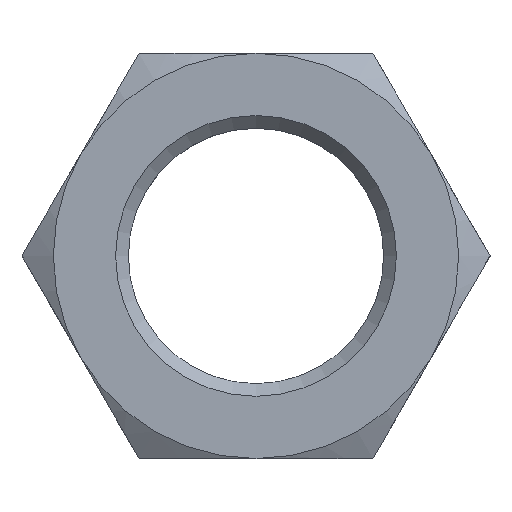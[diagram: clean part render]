
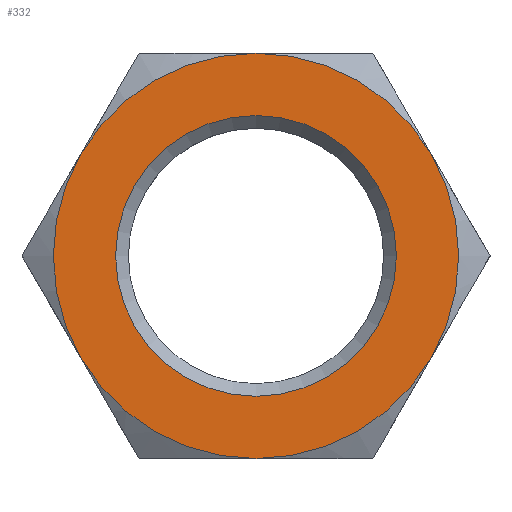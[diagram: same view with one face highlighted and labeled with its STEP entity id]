
A CAD part, top view. The second image highlights one B-rep face of the part: STEP entity #332.
In plain terms, the highlighted planar face has unit normal (0, 0, 1).
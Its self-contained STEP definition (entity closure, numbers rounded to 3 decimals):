
#20=FACE_BOUND('',#89,.T.);
#38=PLANE('',#391);
#61=FACE_OUTER_BOUND('',#88,.T.);
#88=EDGE_LOOP('',(#279,#280,#281,#282,#283,#284));
#89=EDGE_LOOP('',(#285));
#98=CIRCLE('',#368,15.95);
#99=CIRCLE('',#370,15.95);
#100=CIRCLE('',#372,15.95);
#101=CIRCLE('',#374,15.95);
#102=CIRCLE('',#376,15.95);
#103=CIRCLE('',#378,15.95);
#107=CIRCLE('',#390,11.05);
#144=VERTEX_POINT('',#542);
#146=VERTEX_POINT('',#547);
#148=VERTEX_POINT('',#554);
#149=VERTEX_POINT('',#563);
#152=VERTEX_POINT('',#574);
#153=VERTEX_POINT('',#583);
#159=VERTEX_POINT('',#620);
#179=EDGE_CURVE('',#146,#144,#98,.T.);
#183=EDGE_CURVE('',#148,#146,#99,.T.);
#185=EDGE_CURVE('',#144,#149,#100,.T.);
#189=EDGE_CURVE('',#152,#148,#101,.T.);
#191=EDGE_CURVE('',#149,#153,#102,.T.);
#195=EDGE_CURVE('',#153,#152,#103,.T.);
#204=EDGE_CURVE('',#159,#159,#107,.T.);
#279=ORIENTED_EDGE('',*,*,#179,.T.);
#280=ORIENTED_EDGE('',*,*,#185,.T.);
#281=ORIENTED_EDGE('',*,*,#191,.T.);
#282=ORIENTED_EDGE('',*,*,#195,.T.);
#283=ORIENTED_EDGE('',*,*,#189,.T.);
#284=ORIENTED_EDGE('',*,*,#183,.T.);
#285=ORIENTED_EDGE('',*,*,#204,.F.);
#332=ADVANCED_FACE('',(#61,#20),#38,.T.);
#368=AXIS2_PLACEMENT_3D('',#548,#422,#423);
#370=AXIS2_PLACEMENT_3D('',#561,#426,#427);
#372=AXIS2_PLACEMENT_3D('',#568,#430,#431);
#374=AXIS2_PLACEMENT_3D('',#581,#434,#435);
#376=AXIS2_PLACEMENT_3D('',#588,#438,#439);
#378=AXIS2_PLACEMENT_3D('',#600,#442,#443);
#390=AXIS2_PLACEMENT_3D('',#621,#471,#472);
#391=AXIS2_PLACEMENT_3D('',#622,#473,#474);
#422=DIRECTION('center_axis',(0.,0.,1.));
#423=DIRECTION('ref_axis',(-1.,0.,0.));
#426=DIRECTION('center_axis',(0.,0.,1.));
#427=DIRECTION('ref_axis',(-1.,0.,0.));
#430=DIRECTION('center_axis',(0.,0.,1.));
#431=DIRECTION('ref_axis',(-1.,0.,0.));
#434=DIRECTION('center_axis',(0.,0.,1.));
#435=DIRECTION('ref_axis',(-1.,0.,0.));
#438=DIRECTION('center_axis',(0.,0.,1.));
#439=DIRECTION('ref_axis',(-1.,0.,0.));
#442=DIRECTION('center_axis',(0.,0.,1.));
#443=DIRECTION('ref_axis',(-1.,0.,0.));
#471=DIRECTION('center_axis',(0.,0.,1.));
#472=DIRECTION('ref_axis',(-1.,0.,0.));
#473=DIRECTION('center_axis',(0.,0.,1.));
#474=DIRECTION('ref_axis',(1.,0.,0.));
#542=CARTESIAN_POINT('',(0.,15.95,4.));
#547=CARTESIAN_POINT('',(13.813,7.975,4.));
#548=CARTESIAN_POINT('Origin',(0.,0.,4.));
#554=CARTESIAN_POINT('',(13.813,-7.975,4.));
#561=CARTESIAN_POINT('Origin',(0.,0.,4.));
#563=CARTESIAN_POINT('',(-13.813,7.975,4.));
#568=CARTESIAN_POINT('Origin',(0.,0.,4.));
#574=CARTESIAN_POINT('',(0.,-15.95,4.));
#581=CARTESIAN_POINT('Origin',(0.,0.,4.));
#583=CARTESIAN_POINT('',(-13.813,-7.975,4.));
#588=CARTESIAN_POINT('Origin',(0.,0.,4.));
#600=CARTESIAN_POINT('Origin',(0.,0.,4.));
#620=CARTESIAN_POINT('',(11.05,0.,4.));
#621=CARTESIAN_POINT('Origin',(0.,0.,4.));
#622=CARTESIAN_POINT('Origin',(0.,0.,4.));
